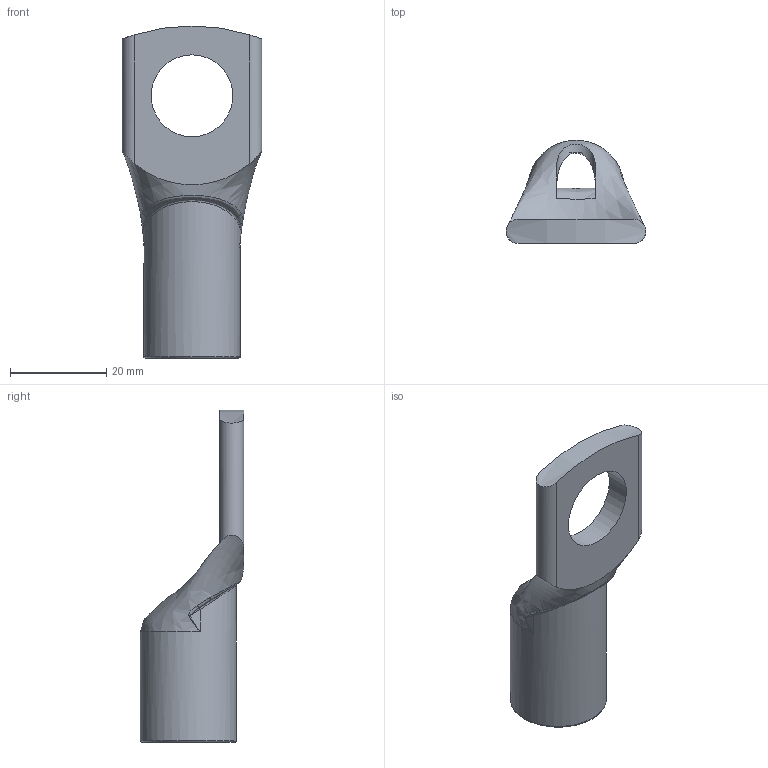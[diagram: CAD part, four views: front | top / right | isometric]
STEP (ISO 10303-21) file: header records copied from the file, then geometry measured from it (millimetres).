
FILE_DESCRIPTION((''),'2;1');
FILE_NAME('PK95-17.stp','2016-02-12T07:50:17',(''),(''),'Autodesk Inventor 2010','Autodesk Inventor 2010','');
FILE_SCHEMA(('AUTOMOTIVE_DESIGN { 1 0 10303 214 1 1 1 1 }'));
Length unit declared in the file: millimetre
Products named in the file (1): PK95-17
Bounding box: 29 x 21.5 x 69 mm (x, y, z)
Volume: 8310.6 mm3; surface area: 6125.2 mm2
Topology: 1 solids, 1 shells, 174 faces, 476 edges, 314 vertices
Faces by surface type: plane 86, bspline 48, cylinder 38, torus 1, cone 1
Full cylindrical faces by diameter (mm): 15 x1, 17 x1, 20 x1
Entity records: 6568 total; most frequent: CARTESIAN_POINT 2433, ORIENTED_EDGE 936, DIRECTION 697, EDGE_CURVE 468, VERTEX_POINT 313, VECTOR 273, LINE 273, AXIS2_PLACEMENT_3D 212
